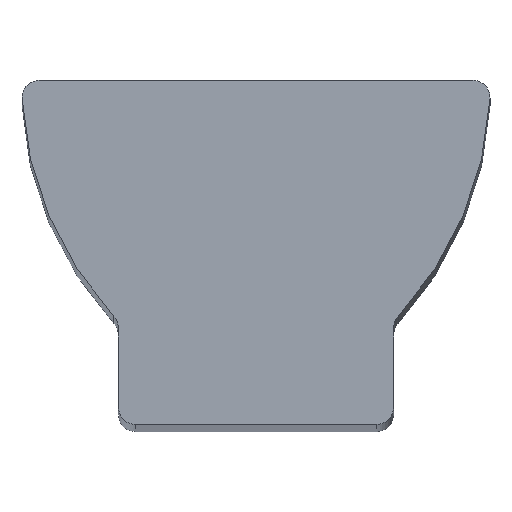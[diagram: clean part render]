
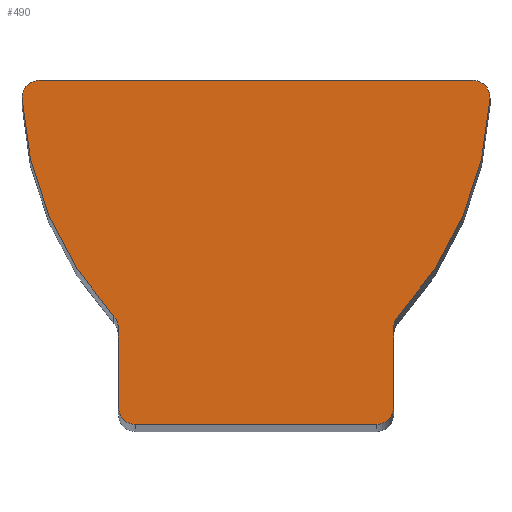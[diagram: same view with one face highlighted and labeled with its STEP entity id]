
A CAD part, top view. The second image highlights one B-rep face of the part: STEP entity #490.
In plain terms, the highlighted planar face has unit normal (0, 0, 1).
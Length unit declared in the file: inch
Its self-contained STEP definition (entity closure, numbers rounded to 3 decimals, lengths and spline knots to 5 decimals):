
#5 = ORIENTED_EDGE ( 'NONE', *, *, #185, .T. ) ;
#7 = VERTEX_POINT ( 'NONE', #349 ) ;
#8 = CARTESIAN_POINT ( 'NONE',  ( 0.219, 0., 7.5 ) ) ;
#9 = ORIENTED_EDGE ( 'NONE', *, *, #109, .T. ) ;
#21 = VERTEX_POINT ( 'NONE', #412 ) ;
#25 = EDGE_CURVE ( 'NONE', #57, #21, #99, .T. ) ;
#29 = ORIENTED_EDGE ( 'NONE', *, *, #141, .T. ) ;
#35 = CIRCLE ( 'NONE', #453, 0.031 ) ;
#47 = VECTOR ( 'NONE', #127, 39.37008 ) ;
#49 = CARTESIAN_POINT ( 'NONE',  ( -0.25, 0.1752, 7.5 ) ) ;
#57 = VERTEX_POINT ( 'NONE', #371 ) ;
#59 = VERTEX_POINT ( 'NONE', #459 ) ;
#62 = DIRECTION ( 'NONE',  ( 0., 0., -1. ) ) ;
#63 = DIRECTION ( 'NONE',  ( 0., 0., 1. ) ) ;
#66 = AXIS2_PLACEMENT_3D ( 'NONE', #393, #504, #430 ) ;
#67 = VERTEX_POINT ( 'NONE', #215 ) ;
#69 = ORIENTED_EDGE ( 'NONE', *, *, #216, .T. ) ;
#81 = DIRECTION ( 'NONE',  ( -1., 0., 0. ) ) ;
#84 = CIRCLE ( 'NONE', #511, 0.031 ) ;
#87 = LINE ( 'NONE', #277, #184 ) ;
#90 = ORIENTED_EDGE ( 'NONE', *, *, #339, .T. ) ;
#93 = CARTESIAN_POINT ( 'NONE',  ( -0.20577, 0.625, 7.5 ) ) ;
#94 = AXIS2_PLACEMENT_3D ( 'NONE', #93, #138, #529 ) ;
#99 = LINE ( 'NONE', #467, #47 ) ;
#101 = VERTEX_POINT ( 'NONE', #263 ) ;
#102 = CIRCLE ( 'NONE', #236, 0.031 ) ;
#103 = EDGE_CURVE ( 'NONE', #152, #59, #87, .T. ) ;
#106 = VERTEX_POINT ( 'NONE', #203 ) ;
#107 = DIRECTION ( 'NONE',  ( 1., 0., 0. ) ) ;
#109 = EDGE_CURVE ( 'NONE', #106, #124, #84, .T. ) ;
#122 = AXIS2_PLACEMENT_3D ( 'NONE', #205, #311, #359 ) ;
#124 = VERTEX_POINT ( 'NONE', #515 ) ;
#127 = DIRECTION ( 'NONE',  ( 0., 1., 0. ) ) ;
#138 = DIRECTION ( 'NONE',  ( 0., 0., 1. ) ) ;
#141 = EDGE_CURVE ( 'NONE', #124, #452, #253, .T. ) ;
#142 = PLANE ( 'NONE',  #187 ) ;
#147 = ORIENTED_EDGE ( 'NONE', *, *, #274, .T. ) ;
#152 = VERTEX_POINT ( 'NONE', #537 ) ;
#156 = CARTESIAN_POINT ( 'NONE',  ( 0.219, 0., 7.5 ) ) ;
#166 = EDGE_CURVE ( 'NONE', #67, #101, #35, .T. ) ;
#175 = EDGE_CURVE ( 'NONE', #7, #152, #523, .T. ) ;
#176 = DIRECTION ( 'NONE',  ( 0., 0., -1. ) ) ;
#184 = VECTOR ( 'NONE', #81, 39.37008 ) ;
#185 = EDGE_CURVE ( 'NONE', #21, #400, #204, .T. ) ;
#187 = AXIS2_PLACEMENT_3D ( 'NONE', #422, #304, #217 ) ;
#193 = CIRCLE ( 'NONE', #66, 0.031 ) ;
#197 = ORIENTED_EDGE ( 'NONE', *, *, #366, .T. ) ;
#203 = CARTESIAN_POINT ( 'NONE',  ( -0.25, 0.031, 7.5 ) ) ;
#204 = CIRCLE ( 'NONE', #283, 0.031 ) ;
#205 = CARTESIAN_POINT ( 'NONE',  ( 0.20577, 0.625, 7.5 ) ) ;
#215 = CARTESIAN_POINT ( 'NONE',  ( -0.4252, 0.594, 7.5 ) ) ;
#216 = EDGE_CURVE ( 'NONE', #474, #494, #102, .T. ) ;
#217 = DIRECTION ( 'NONE',  ( -1., 0., 0. ) ) ;
#232 = DIRECTION ( 'NONE',  ( -1., 0., 0. ) ) ;
#235 = FACE_OUTER_BOUND ( 'NONE', #352, .T. ) ;
#236 = AXIS2_PLACEMENT_3D ( 'NONE', #293, #176, #552 ) ;
#253 = LINE ( 'NONE', #156, #469 ) ;
#263 = CARTESIAN_POINT ( 'NONE',  ( -0.42516, 0.5924, 7.5 ) ) ;
#266 = CARTESIAN_POINT ( 'NONE',  ( -0.25, 0.031, 7.5 ) ) ;
#272 = CARTESIAN_POINT ( 'NONE',  ( 0.281, 0.1752, 7.5 ) ) ;
#274 = EDGE_CURVE ( 'NONE', #101, #474, #377, .T. ) ;
#275 = ORIENTED_EDGE ( 'NONE', *, *, #166, .T. ) ;
#277 = CARTESIAN_POINT ( 'NONE',  ( -0.3942, 0.625, 7.5 ) ) ;
#280 = CARTESIAN_POINT ( 'NONE',  ( -0.3942, 0.594, 7.5 ) ) ;
#283 = AXIS2_PLACEMENT_3D ( 'NONE', #272, #62, #107 ) ;
#286 = DIRECTION ( 'NONE',  ( -1., 0., 0. ) ) ;
#293 = CARTESIAN_POINT ( 'NONE',  ( -0.281, 0.1752, 7.5 ) ) ;
#299 = ORIENTED_EDGE ( 'NONE', *, *, #175, .T. ) ;
#304 = DIRECTION ( 'NONE',  ( 0., 0., -1. ) ) ;
#306 = EDGE_CURVE ( 'NONE', #400, #7, #404, .T. ) ;
#311 = DIRECTION ( 'NONE',  ( 0., 0., 1. ) ) ;
#312 = LINE ( 'NONE', #266, #327 ) ;
#313 = AXIS2_PLACEMENT_3D ( 'NONE', #525, #509, #416 ) ;
#315 = CARTESIAN_POINT ( 'NONE',  ( -0.219, 0.031, 7.5 ) ) ;
#316 = ORIENTED_EDGE ( 'NONE', *, *, #414, .T. ) ;
#327 = VECTOR ( 'NONE', #390, 39.37008 ) ;
#334 = ORIENTED_EDGE ( 'NONE', *, *, #306, .T. ) ;
#339 = EDGE_CURVE ( 'NONE', #59, #67, #193, .T. ) ;
#347 = CARTESIAN_POINT ( 'NONE',  ( -0.25823, 0.19624, 7.5 ) ) ;
#349 = CARTESIAN_POINT ( 'NONE',  ( 0.42516, 0.5924, 7.5 ) ) ;
#352 = EDGE_LOOP ( 'NONE', ( #90, #275, #147, #69, #316, #9, #29, #197, #439, #5, #334, #299, #547 ) ) ;
#359 = DIRECTION ( 'NONE',  ( -1., 0., 0. ) ) ;
#366 = EDGE_CURVE ( 'NONE', #452, #57, #448, .T. ) ;
#371 = CARTESIAN_POINT ( 'NONE',  ( 0.25, 0.031, 7.5 ) ) ;
#377 = CIRCLE ( 'NONE', #122, 0.63177 ) ;
#390 = DIRECTION ( 'NONE',  ( 0., -1., 0. ) ) ;
#393 = CARTESIAN_POINT ( 'NONE',  ( -0.3942, 0.594, 7.5 ) ) ;
#398 = DIRECTION ( 'NONE',  ( -1., 0., 0. ) ) ;
#400 = VERTEX_POINT ( 'NONE', #470 ) ;
#404 = CIRCLE ( 'NONE', #94, 0.63177 ) ;
#405 = DIRECTION ( 'NONE',  ( 0., 0., 1. ) ) ;
#412 = CARTESIAN_POINT ( 'NONE',  ( 0.25, 0.1752, 7.5 ) ) ;
#414 = EDGE_CURVE ( 'NONE', #494, #106, #312, .T. ) ;
#416 = DIRECTION ( 'NONE',  ( -1., 0., 0. ) ) ;
#422 = CARTESIAN_POINT ( 'NONE',  ( -0.3942, 0.594, 7.5 ) ) ;
#430 = DIRECTION ( 'NONE',  ( -1., 0., 0. ) ) ;
#439 = ORIENTED_EDGE ( 'NONE', *, *, #25, .T. ) ;
#441 = DIRECTION ( 'NONE',  ( 1., 0., 0. ) ) ;
#448 = CIRCLE ( 'NONE', #466, 0.031 ) ;
#452 = VERTEX_POINT ( 'NONE', #8 ) ;
#453 = AXIS2_PLACEMENT_3D ( 'NONE', #280, #405, #232 ) ;
#459 = CARTESIAN_POINT ( 'NONE',  ( -0.3942, 0.625, 7.5 ) ) ;
#466 = AXIS2_PLACEMENT_3D ( 'NONE', #487, #550, #286 ) ;
#467 = CARTESIAN_POINT ( 'NONE',  ( 0.25, 0.1752, 7.5 ) ) ;
#469 = VECTOR ( 'NONE', #441, 39.37008 ) ;
#470 = CARTESIAN_POINT ( 'NONE',  ( 0.25823, 0.19624, 7.5 ) ) ;
#474 = VERTEX_POINT ( 'NONE', #347 ) ;
#487 = CARTESIAN_POINT ( 'NONE',  ( 0.219, 0.031, 7.5 ) ) ;
#490 = ADVANCED_FACE ( 'NONE', ( #235 ), #142, .F. ) ;
#494 = VERTEX_POINT ( 'NONE', #49 ) ;
#504 = DIRECTION ( 'NONE',  ( 0., 0., 1. ) ) ;
#509 = DIRECTION ( 'NONE',  ( 0., 0., 1. ) ) ;
#511 = AXIS2_PLACEMENT_3D ( 'NONE', #315, #63, #398 ) ;
#515 = CARTESIAN_POINT ( 'NONE',  ( -0.219, 0., 7.5 ) ) ;
#523 = CIRCLE ( 'NONE', #313, 0.031 ) ;
#525 = CARTESIAN_POINT ( 'NONE',  ( 0.3942, 0.594, 7.5 ) ) ;
#529 = DIRECTION ( 'NONE',  ( -1., 0., 0. ) ) ;
#537 = CARTESIAN_POINT ( 'NONE',  ( 0.3942, 0.625, 7.5 ) ) ;
#547 = ORIENTED_EDGE ( 'NONE', *, *, #103, .T. ) ;
#550 = DIRECTION ( 'NONE',  ( 0., 0., 1. ) ) ;
#552 = DIRECTION ( 'NONE',  ( 1., 0., 0. ) ) ;
